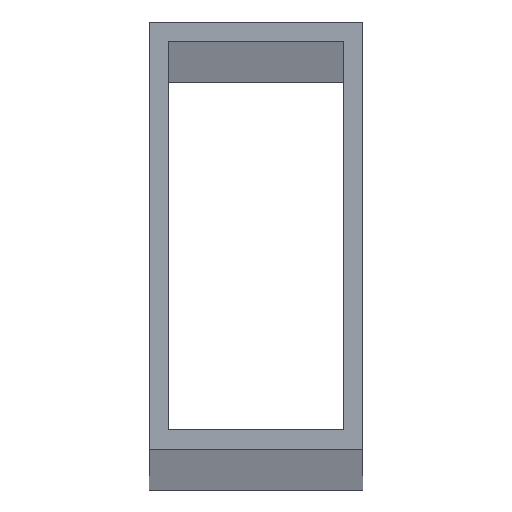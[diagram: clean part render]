
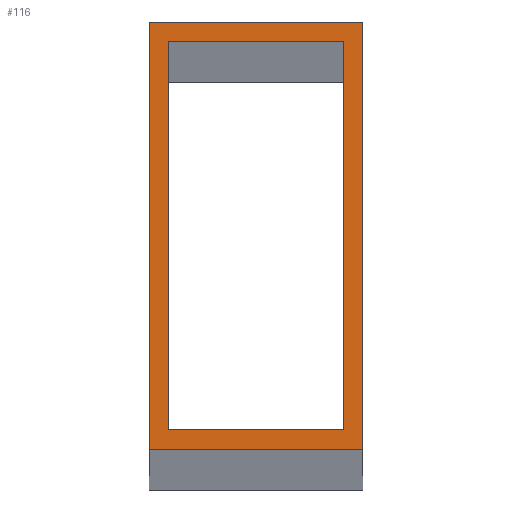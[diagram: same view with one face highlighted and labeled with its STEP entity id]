
A CAD part, top view. The second image highlights one B-rep face of the part: STEP entity #116.
In plain terms, the highlighted planar face has unit normal (0, 0, 1).
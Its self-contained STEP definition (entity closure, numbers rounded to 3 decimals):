
#2 = DIRECTION ( 'NONE',  ( 0., 0., 1. ) ) ;
#6 = EDGE_CURVE ( 'NONE', #75, #169, #17, .T. ) ;
#7 = EDGE_LOOP ( 'NONE', ( #189, #97, #329, #171 ) ) ;
#8 = EDGE_LOOP ( 'NONE', ( #168, #321, #173, #221 ) ) ;
#17 = LINE ( 'NONE', #149, #63 ) ;
#23 = CARTESIAN_POINT ( 'NONE',  ( -4.1, 9.1, 550. ) ) ;
#47 = CARTESIAN_POINT ( 'NONE',  ( -5., 10., 550. ) ) ;
#50 = CARTESIAN_POINT ( 'NONE',  ( 4.1, 9.1, 550. ) ) ;
#54 = CARTESIAN_POINT ( 'NONE',  ( -4.1, 9.1, 550. ) ) ;
#59 = VECTOR ( 'NONE', #200, 1000. ) ;
#63 = VECTOR ( 'NONE', #104, 1000. ) ;
#69 = VERTEX_POINT ( 'NONE', #281 ) ;
#75 = VERTEX_POINT ( 'NONE', #290 ) ;
#90 = VECTOR ( 'NONE', #101, 1000. ) ;
#94 = VERTEX_POINT ( 'NONE', #307 ) ;
#97 = ORIENTED_EDGE ( 'NONE', *, *, #237, .F. ) ;
#101 = DIRECTION ( 'NONE',  ( 1., 0., 0. ) ) ;
#104 = DIRECTION ( 'NONE',  ( -1., 0., 0. ) ) ;
#106 = CARTESIAN_POINT ( 'NONE',  ( -4.1, -9.1, 550. ) ) ;
#108 = EDGE_CURVE ( 'NONE', #169, #280, #229, .T. ) ;
#116 = ADVANCED_FACE ( 'NONE', ( #261, #162 ), #332, .T. ) ;
#123 = VECTOR ( 'NONE', #205, 1000. ) ;
#142 = VERTEX_POINT ( 'NONE', #54 ) ;
#149 = CARTESIAN_POINT ( 'NONE',  ( -5., 10., 550. ) ) ;
#150 = VECTOR ( 'NONE', #291, 1000. ) ;
#151 = CARTESIAN_POINT ( 'NONE',  ( -5., -10., 550. ) ) ;
#156 = VECTOR ( 'NONE', #315, 1000. ) ;
#160 = EDGE_CURVE ( 'NONE', #69, #94, #228, .T. ) ;
#162 = FACE_BOUND ( 'NONE', #7, .T. ) ;
#164 = VECTOR ( 'NONE', #260, 1000. ) ;
#165 = EDGE_CURVE ( 'NONE', #142, #69, #202, .T. ) ;
#168 = ORIENTED_EDGE ( 'NONE', *, *, #185, .T. ) ;
#169 = VERTEX_POINT ( 'NONE', #333 ) ;
#170 = LINE ( 'NONE', #248, #90 ) ;
#171 = ORIENTED_EDGE ( 'NONE', *, *, #165, .F. ) ;
#173 = ORIENTED_EDGE ( 'NONE', *, *, #108, .T. ) ;
#178 = CARTESIAN_POINT ( 'NONE',  ( 5., -10., 550. ) ) ;
#183 = LINE ( 'NONE', #23, #150 ) ;
#185 = EDGE_CURVE ( 'NONE', #188, #75, #209, .T. ) ;
#188 = VERTEX_POINT ( 'NONE', #178 ) ;
#189 = ORIENTED_EDGE ( 'NONE', *, *, #199, .F. ) ;
#199 = EDGE_CURVE ( 'NONE', #295, #142, #183, .T. ) ;
#200 = DIRECTION ( 'NONE',  ( 0., -1., 0. ) ) ;
#202 = LINE ( 'NONE', #259, #59 ) ;
#205 = DIRECTION ( 'NONE',  ( 0., 1., 0. ) ) ;
#209 = LINE ( 'NONE', #289, #123 ) ;
#210 = DIRECTION ( 'NONE',  ( 1., 0., 0. ) ) ;
#221 = ORIENTED_EDGE ( 'NONE', *, *, #285, .T. ) ;
#228 = LINE ( 'NONE', #106, #164 ) ;
#229 = LINE ( 'NONE', #47, #156 ) ;
#237 = EDGE_CURVE ( 'NONE', #94, #295, #338, .T. ) ;
#238 = AXIS2_PLACEMENT_3D ( 'NONE', #258, #2, #210 ) ;
#247 = CARTESIAN_POINT ( 'NONE',  ( 4.1, 9.1, 550. ) ) ;
#248 = CARTESIAN_POINT ( 'NONE',  ( -5., -10., 550. ) ) ;
#258 = CARTESIAN_POINT ( 'NONE',  ( 0., 0., 550. ) ) ;
#259 = CARTESIAN_POINT ( 'NONE',  ( -4.1, 9.1, 550. ) ) ;
#260 = DIRECTION ( 'NONE',  ( 1., 0., 0. ) ) ;
#261 = FACE_OUTER_BOUND ( 'NONE', #8, .T. ) ;
#280 = VERTEX_POINT ( 'NONE', #151 ) ;
#281 = CARTESIAN_POINT ( 'NONE',  ( -4.1, -9.1, 550. ) ) ;
#282 = DIRECTION ( 'NONE',  ( 0., 1., 0. ) ) ;
#285 = EDGE_CURVE ( 'NONE', #280, #188, #170, .T. ) ;
#289 = CARTESIAN_POINT ( 'NONE',  ( 5., 10., 550. ) ) ;
#290 = CARTESIAN_POINT ( 'NONE',  ( 5., 10., 550. ) ) ;
#291 = DIRECTION ( 'NONE',  ( -1., 0., 0. ) ) ;
#295 = VERTEX_POINT ( 'NONE', #247 ) ;
#307 = CARTESIAN_POINT ( 'NONE',  ( 4.1, -9.1, 550. ) ) ;
#312 = VECTOR ( 'NONE', #282, 1000. ) ;
#315 = DIRECTION ( 'NONE',  ( 0., -1., 0. ) ) ;
#321 = ORIENTED_EDGE ( 'NONE', *, *, #6, .T. ) ;
#329 = ORIENTED_EDGE ( 'NONE', *, *, #160, .F. ) ;
#332 = PLANE ( 'NONE',  #238 ) ;
#333 = CARTESIAN_POINT ( 'NONE',  ( -5., 10., 550. ) ) ;
#338 = LINE ( 'NONE', #50, #312 ) ;
